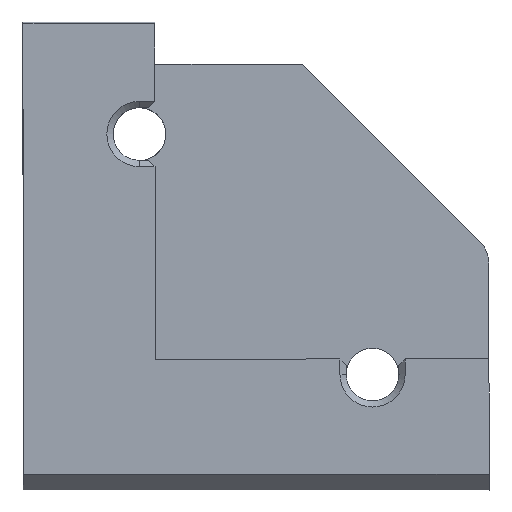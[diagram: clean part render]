
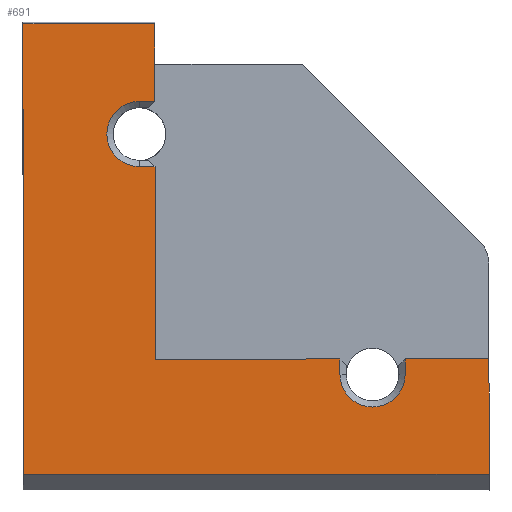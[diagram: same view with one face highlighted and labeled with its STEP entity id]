
A CAD part, top view. The second image highlights one B-rep face of the part: STEP entity #691.
In plain terms, the highlighted planar face has unit normal (0.001, 0, 1).
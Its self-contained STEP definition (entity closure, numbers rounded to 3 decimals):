
#22=PLANE('',#756);
#58=FACE_OUTER_BOUND('',#97,.T.);
#97=EDGE_LOOP('',(#547,#548,#549,#550,#551,#552,#553,#554,#555,#556,#557,
#558,#559,#560));
#157=LINE('',#1073,#241);
#163=LINE('',#1088,#247);
#164=LINE('',#1090,#248);
#165=LINE('',#1092,#249);
#166=LINE('',#1094,#250);
#167=LINE('',#1098,#251);
#168=LINE('',#1100,#252);
#169=LINE('',#1102,#253);
#170=LINE('',#1104,#254);
#171=LINE('',#1107,#255);
#172=LINE('',#1109,#256);
#173=LINE('',#1110,#257);
#241=VECTOR('',#863,10.);
#247=VECTOR('',#875,10.);
#248=VECTOR('',#876,10.);
#249=VECTOR('',#877,10.);
#250=VECTOR('',#878,10.);
#251=VECTOR('',#881,10.);
#252=VECTOR('',#882,10.);
#253=VECTOR('',#883,10.);
#254=VECTOR('',#884,10.);
#255=VECTOR('',#887,10.);
#256=VECTOR('',#888,10.);
#257=VECTOR('',#889,10.);
#307=CIRCLE('',#757,2.1);
#308=CIRCLE('',#758,2.1);
#346=VERTEX_POINT('',#1070);
#347=VERTEX_POINT('',#1072);
#352=VERTEX_POINT('',#1086);
#353=VERTEX_POINT('',#1087);
#354=VERTEX_POINT('',#1089);
#355=VERTEX_POINT('',#1091);
#356=VERTEX_POINT('',#1093);
#357=VERTEX_POINT('',#1095);
#358=VERTEX_POINT('',#1097);
#359=VERTEX_POINT('',#1099);
#360=VERTEX_POINT('',#1101);
#361=VERTEX_POINT('',#1103);
#362=VERTEX_POINT('',#1105);
#363=VERTEX_POINT('',#1108);
#419=EDGE_CURVE('',#347,#346,#157,.T.);
#426=EDGE_CURVE('',#352,#353,#163,.T.);
#427=EDGE_CURVE('',#353,#354,#164,.T.);
#428=EDGE_CURVE('',#354,#355,#165,.T.);
#429=EDGE_CURVE('',#355,#356,#166,.T.);
#430=EDGE_CURVE('',#356,#357,#307,.T.);
#431=EDGE_CURVE('',#357,#358,#167,.T.);
#432=EDGE_CURVE('',#358,#359,#168,.T.);
#433=EDGE_CURVE('',#359,#360,#169,.T.);
#434=EDGE_CURVE('',#360,#361,#170,.T.);
#435=EDGE_CURVE('',#361,#362,#308,.T.);
#436=EDGE_CURVE('',#362,#347,#171,.T.);
#437=EDGE_CURVE('',#346,#363,#172,.T.);
#438=EDGE_CURVE('',#363,#352,#173,.T.);
#547=ORIENTED_EDGE('',*,*,#426,.T.);
#548=ORIENTED_EDGE('',*,*,#427,.T.);
#549=ORIENTED_EDGE('',*,*,#428,.T.);
#550=ORIENTED_EDGE('',*,*,#429,.T.);
#551=ORIENTED_EDGE('',*,*,#430,.T.);
#552=ORIENTED_EDGE('',*,*,#431,.T.);
#553=ORIENTED_EDGE('',*,*,#432,.T.);
#554=ORIENTED_EDGE('',*,*,#433,.T.);
#555=ORIENTED_EDGE('',*,*,#434,.T.);
#556=ORIENTED_EDGE('',*,*,#435,.T.);
#557=ORIENTED_EDGE('',*,*,#436,.T.);
#558=ORIENTED_EDGE('',*,*,#419,.T.);
#559=ORIENTED_EDGE('',*,*,#437,.T.);
#560=ORIENTED_EDGE('',*,*,#438,.T.);
#691=ADVANCED_FACE('',(#58),#22,.T.);
#756=AXIS2_PLACEMENT_3D('',#1085,#873,#874);
#757=AXIS2_PLACEMENT_3D('',#1096,#879,#880);
#758=AXIS2_PLACEMENT_3D('',#1106,#885,#886);
#863=DIRECTION('',(-0.001,1.,0.));
#873=DIRECTION('center_axis',(0.001,0.,
1.));
#874=DIRECTION('ref_axis',(-1.,0.,0.001));
#875=DIRECTION('',(1.,0.,-0.001));
#876=DIRECTION('',(-0.001,1.,0.));
#877=DIRECTION('',(-1.,-0.001,0.001));
#878=DIRECTION('',(0.001,-1.,0.));
#879=DIRECTION('center_axis',(-0.001,0.,
-1.));
#880=DIRECTION('ref_axis',(-1.,-0.001,0.001));
#881=DIRECTION('',(-0.001,1.,0.));
#882=DIRECTION('',(-1.,-0.001,0.001));
#883=DIRECTION('',(-0.001,1.,0.));
#884=DIRECTION('',(-1.,-0.001,0.001));
#885=DIRECTION('center_axis',(-0.001,0.,
-1.));
#886=DIRECTION('ref_axis',(-0.001,1.,0.));
#887=DIRECTION('',(1.,0.001,-0.001));
#888=DIRECTION('',(-1.,-0.001,0.001));
#889=DIRECTION('',(0.001,-1.,0.));
#1070=CARTESIAN_POINT('',(2170.242,-137.534,347.225));
#1072=CARTESIAN_POINT('',(2170.246,-142.534,347.225));
#1073=CARTESIAN_POINT('',(2170.246,-142.534,347.225));
#1085=CARTESIAN_POINT('Origin',(2158.587,-134.382,347.235));
#1086=CARTESIAN_POINT('',(2161.769,-166.559,347.232));
#1087=CARTESIAN_POINT('',(2191.769,-166.559,347.205));
#1088=CARTESIAN_POINT('',(2161.769,-166.559,347.232));
#1089=CARTESIAN_POINT('',(2191.762,-159.114,347.205));
#1090=CARTESIAN_POINT('',(2191.756,-153.113,347.205));
#1091=CARTESIAN_POINT('',(2186.362,-159.119,347.21));
#1092=CARTESIAN_POINT('',(2191.762,-159.114,347.205));
#1093=CARTESIAN_POINT('',(2186.363,-160.119,347.21));
#1094=CARTESIAN_POINT('',(2186.362,-159.119,347.21));
#1095=CARTESIAN_POINT('',(2182.163,-160.123,347.214));
#1096=CARTESIAN_POINT('Origin',(2184.263,-160.121,347.212));
#1097=CARTESIAN_POINT('',(2182.162,-159.123,347.214));
#1098=CARTESIAN_POINT('',(2182.163,-160.123,347.214));
#1099=CARTESIAN_POINT('',(2170.262,-159.134,347.225));
#1100=CARTESIAN_POINT('',(2182.162,-159.123,347.214));
#1101=CARTESIAN_POINT('',(2170.25,-146.734,347.225));
#1102=CARTESIAN_POINT('',(2170.262,-159.134,347.225));
#1103=CARTESIAN_POINT('',(2169.25,-146.735,347.226));
#1104=CARTESIAN_POINT('',(2170.25,-146.734,347.225));
#1105=CARTESIAN_POINT('',(2169.246,-142.535,347.226));
#1106=CARTESIAN_POINT('Origin',(2169.248,-144.635,347.226));
#1107=CARTESIAN_POINT('',(2169.246,-142.535,347.226));
#1108=CARTESIAN_POINT('',(2161.742,-137.542,347.232));
#1109=CARTESIAN_POINT('',(2170.242,-137.534,347.225));
#1110=CARTESIAN_POINT('',(2161.739,-134.21,347.232));
